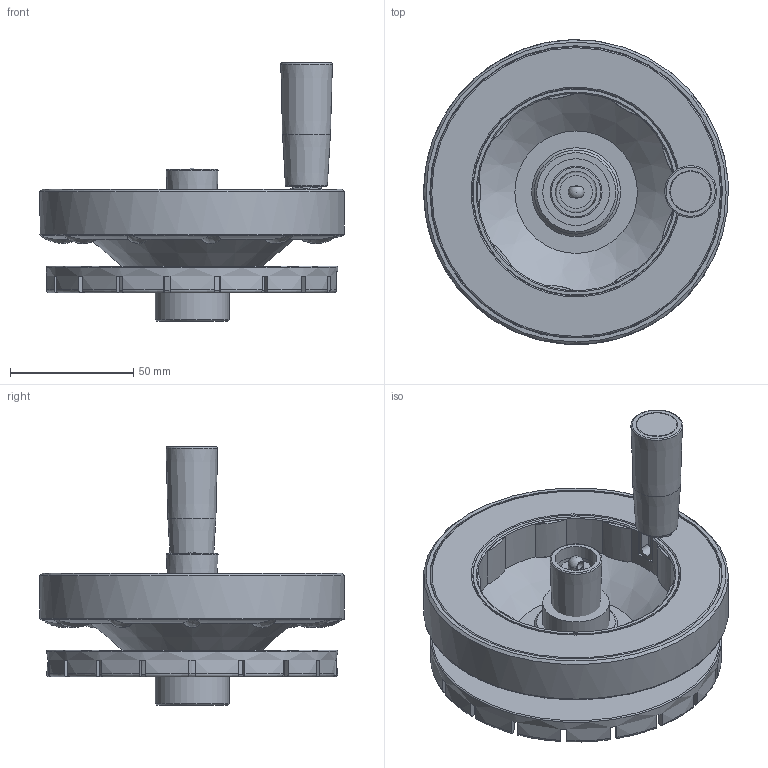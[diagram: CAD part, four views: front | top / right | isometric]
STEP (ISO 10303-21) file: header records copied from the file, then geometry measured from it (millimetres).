
FILE_DESCRIPTION( ( 'Unknown' ), '1' );
FILE_NAME( '6367010_PDA125-MRP.stp', 'Unknown', ( 'Unknown' ), ( 'Unknown' ), 'XStep 1.0', 'Unknown', ' ' );
FILE_SCHEMA( ( 'CONFIG_CONTROL_DESIGN' ) );
Length unit declared in the file: millimetre
Products named in the file (8): Assem1; 6367010; 1839506; 1833309; 1831159; 1833024; 8900186; 1839400
Bounding box: 123.4 x 123.4 x 104.66 mm (x, y, z)
Volume: 240294.2 mm3; surface area: 185065.9 mm2
Topology: 14 solids, 14 shells, 1238 faces, 3340 edges, 2198 vertices
Faces by surface type: plane 834, cylinder 204, torus 100, cone 62, bspline 36, sphere 2
Full cylindrical faces by diameter (mm): 1.5 x52, 3.2 x4, 3.3 x2, 3.5 x2, 4 x2, 4.5 x2, 5.1 x2, 6.4 x2, 9 x2, 10 x2, 10.2 x2, 12.2 x2, 12.85 x2, 13.244 x2, 16.7 x2, 16.78 x2, 25.6 x2, 27 x4, 30 x2, 32 x4, 34 x2, 36 x2, 79.9 x2, 117.97 x2, 118.5 x2, 123.5 x2
Entity records: 23239 total; most frequent: CARTESIAN_POINT 8198, ORIENTED_EDGE 3138, DIRECTION 2815, EDGE_CURVE 1569, VERTEX_POINT 1080, AXIS2_PLACEMENT_3D 1036, EDGE_LOOP 750, LINE 743
